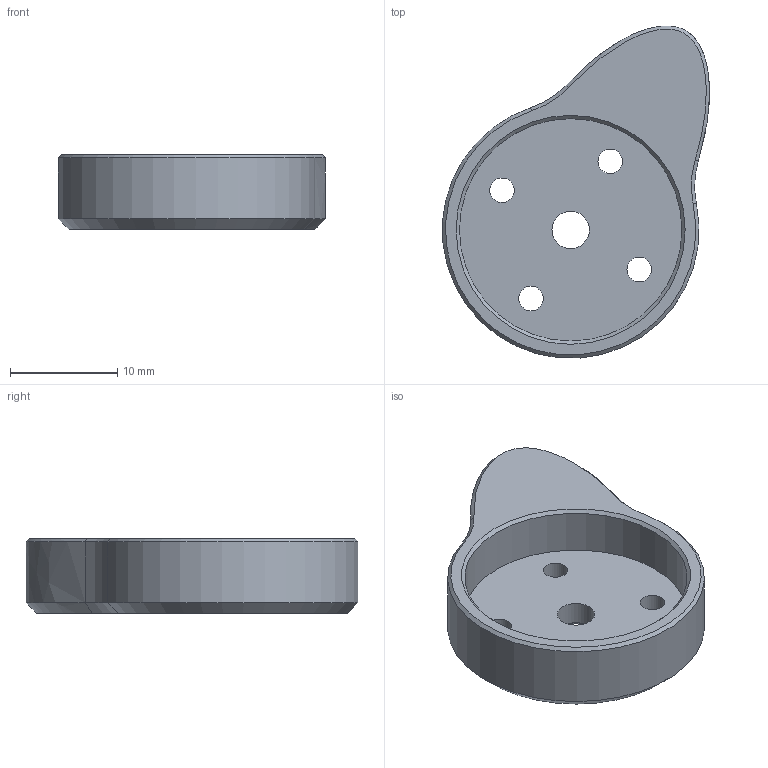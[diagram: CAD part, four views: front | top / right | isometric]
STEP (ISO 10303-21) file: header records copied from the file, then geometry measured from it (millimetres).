
FILE_DESCRIPTION(('FreeCAD Model'),'2;1');
FILE_NAME('Open CASCADE Shape Model','2024-12-18T20:10:03',('Author'),( ''),'Open CASCADE STEP processor 7.7','FreeCAD','Unknown');
FILE_SCHEMA(('AUTOMOTIVE_DESIGN { 1 0 10303 214 1 1 1 1 }'));
Length unit declared in the file: millimetre
Products named in the file (1): BodyServoGear
Bounding box: 24.96 x 31.03 x 7 mm (x, y, z)
Volume: 2258.2 mm3; surface area: 1994.5 mm2
Topology: 1 solids, 1 shells, 28 faces, 61 edges, 36 vertices
Faces by surface type: bspline 10, cone 8, cylinder 7, plane 3
Full cylindrical faces by diameter (mm): 2.3 x4, 3.5 x1, 20.8 x1
Entity records: 1081 total; most frequent: CARTESIAN_POINT 500, ORIENTED_EDGE 122, DIRECTION 91, EDGE_CURVE 61, AXIS2_PLACEMENT_3D 41, FACE_BOUND 39, EDGE_LOOP 39, VERTEX_POINT 36
